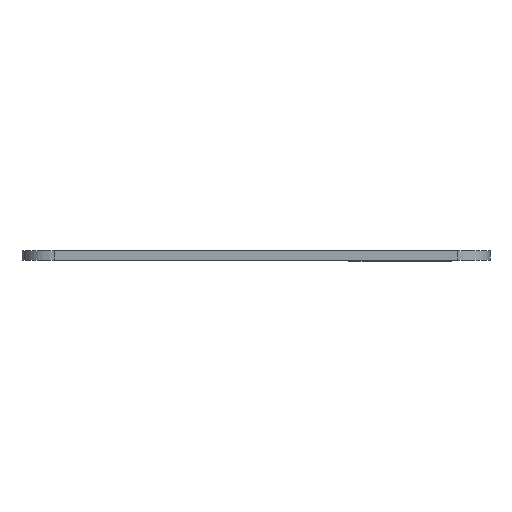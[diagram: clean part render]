
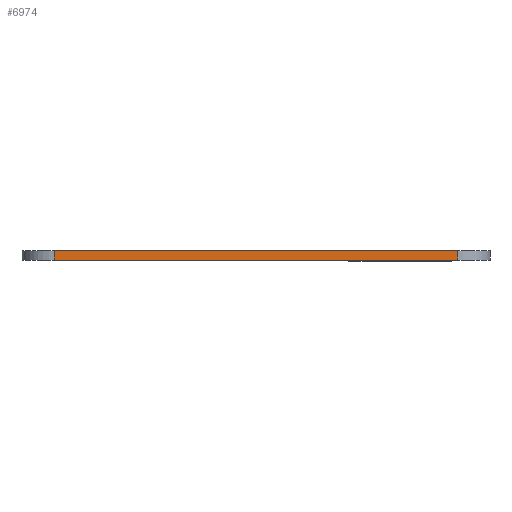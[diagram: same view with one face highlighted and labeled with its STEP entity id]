
A CAD part, front view. The second image highlights one B-rep face of the part: STEP entity #6974.
In plain terms, the highlighted planar face has unit normal (0, -1, 0).
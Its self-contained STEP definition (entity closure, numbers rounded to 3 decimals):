
#1117=FACE_OUTER_BOUND('',#1521,.T.);
#1521=EDGE_LOOP('',(#6267,#6268,#6269,#6270));
#1618=LINE('',#8537,#2171);
#2059=LINE('',#13865,#2612);
#2060=LINE('',#13868,#2613);
#2061=LINE('',#13869,#2614);
#2171=VECTOR('',#7312,10.);
#2612=VECTOR('',#7995,10.);
#2613=VECTOR('',#7998,10.);
#2614=VECTOR('',#7999,10.);
#2729=VERTEX_POINT('',#8534);
#2730=VERTEX_POINT('',#8536);
#3336=VERTEX_POINT('',#13863);
#3337=VERTEX_POINT('',#13867);
#3446=EDGE_CURVE('',#2729,#2730,#1618,.T.);
#4332=EDGE_CURVE('',#2730,#3336,#2059,.T.);
#4333=EDGE_CURVE('',#3337,#2729,#2060,.T.);
#4334=EDGE_CURVE('',#3336,#3337,#2061,.T.);
#6267=ORIENTED_EDGE('',*,*,#4332,.F.);
#6268=ORIENTED_EDGE('',*,*,#3446,.F.);
#6269=ORIENTED_EDGE('',*,*,#4333,.F.);
#6270=ORIENTED_EDGE('',*,*,#4334,.F.);
#6626=PLANE('',#7173);
#6974=ADVANCED_FACE('',(#1117),#6626,.T.);
#7173=AXIS2_PLACEMENT_3D('',#13866,#7996,#7997);
#7312=DIRECTION('',(-1.,0.,0.));
#7995=DIRECTION('',(0.,0.,1.));
#7996=DIRECTION('center_axis',(0.,-1.,0.));
#7997=DIRECTION('ref_axis',(1.,0.,0.));
#7998=DIRECTION('',(0.,0.,-1.));
#7999=DIRECTION('',(1.,0.,0.));
#8534=CARTESIAN_POINT('',(50.888,-68.729,0.));
#8536=CARTESIAN_POINT('',(-11.5,-68.729,0.));
#8537=CARTESIAN_POINT('',(55.888,-68.729,0.));
#13863=CARTESIAN_POINT('',(-11.5,-68.729,1.5));
#13865=CARTESIAN_POINT('',(-11.5,-68.729,0.));
#13866=CARTESIAN_POINT('Origin',(-16.5,-68.729,0.));
#13867=CARTESIAN_POINT('',(50.888,-68.729,1.5));
#13868=CARTESIAN_POINT('',(50.888,-68.729,0.));
#13869=CARTESIAN_POINT('',(55.888,-68.729,1.5));
